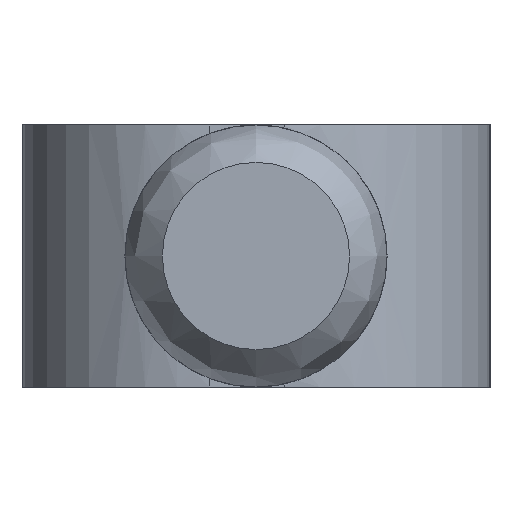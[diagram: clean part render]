
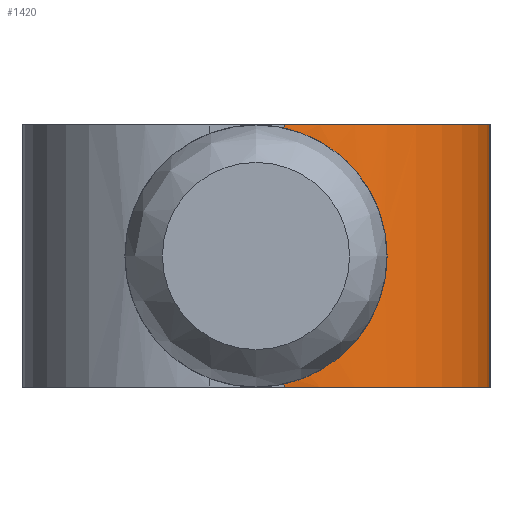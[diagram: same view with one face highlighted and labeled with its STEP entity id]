
A CAD part, left-side view. The second image highlights one B-rep face of the part: STEP entity #1420.
In plain terms, the highlighted cylindrical face has radius 11 mm (diameter 22 mm), a partial arc.
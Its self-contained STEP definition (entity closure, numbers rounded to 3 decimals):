
#151=LINE($,#2692,#272);
#154=LINE($,#2697,#275);
#159=LINE($,#2710,#280);
#272=VECTOR($,#1711,0.163);
#275=VECTOR($,#1716,0.163);
#280=VECTOR($,#1727,14.);
#290=B_SPLINE_CURVE_WITH_KNOTS($,3,(#1809,#1810,#1811,#1812,#1813,#1814,
#1815,#1816,#1817,#1818,#1819,#1820,#1821,#1822,#1823,#1824,#1825,#1826,
#1827),.UNSPECIFIED.,.F.,.F.,(4,2,2,2,3,2,2,2,4),(-0.925,-0.808,
-0.543,-0.271,0.,0.271,0.543,
0.808,0.925),.UNSPECIFIED.);
#482=FACE_OUTER_BOUND($,#565,.T.);
#565=EDGE_LOOP($,(#1259,#1260,#1261,#1262,#1263,#1264));
#590=CIRCLE($,#1484,11.);
#591=CIRCLE($,#1487,11.);
#599=VERTEX_POINT($,#1806);
#600=VERTEX_POINT($,#1808);
#721=VERTEX_POINT($,#2691);
#722=VERTEX_POINT($,#2695);
#725=VERTEX_POINT($,#2703);
#727=VERTEX_POINT($,#2708);
#737=EDGE_CURVE($,#600,#599,#290,.T.);
#917=EDGE_CURVE($,#600,#721,#151,.T.);
#920=EDGE_CURVE($,#722,#599,#154,.T.);
#924=EDGE_CURVE($,#722,#725,#590,.T.);
#926=EDGE_CURVE($,#725,#727,#159,.T.);
#928=EDGE_CURVE($,#727,#721,#591,.T.);
#1259=ORIENTED_EDGE($,*,*,#737,.T.);
#1260=ORIENTED_EDGE($,*,*,#920,.F.);
#1261=ORIENTED_EDGE($,*,*,#924,.T.);
#1262=ORIENTED_EDGE($,*,*,#926,.T.);
#1263=ORIENTED_EDGE($,*,*,#928,.T.);
#1264=ORIENTED_EDGE($,*,*,#917,.F.);
#1344=CYLINDRICAL_SURFACE($,#1486,11.);
#1420=ADVANCED_FACE($,(#482),#1344,.T.);
#1484=AXIS2_PLACEMENT_3D($,#2705,#1722,#1723);
#1486=AXIS2_PLACEMENT_3D($,#2712,#1729,#1730);
#1487=AXIS2_PLACEMENT_3D($,#2713,#1731,#1732);
#1711=DIRECTION($,(0.,0.,1.));
#1716=DIRECTION($,(0.,0.,1.));
#1722=DIRECTION('center_axis',(0.,0.,1.));
#1723=DIRECTION('ref_axis',(-1.,0.,0.));
#1727=DIRECTION($,(0.,0.,1.));
#1729=DIRECTION('center_axis',(0.,0.,1.));
#1730=DIRECTION('ref_axis',(-1.,0.,0.));
#1731=DIRECTION('center_axis',(0.,0.,-1.));
#1732=DIRECTION('ref_axis',(-1.,0.,0.));
#1806=CARTESIAN_POINT('',(-26.5,-1.5,-6.837));
#1808=CARTESIAN_POINT('',(-26.5,-1.5,6.837));
#1809=CARTESIAN_POINT('Ctrl Pts',(-26.5,-1.5,6.837));
#1810=CARTESIAN_POINT('Ctrl Pts',(-26.5,-1.897,6.75));
#1811=CARTESIAN_POINT('Ctrl Pts',(-26.478,-2.29,6.628));
#1812=CARTESIAN_POINT('Ctrl Pts',(-26.346,-3.524,6.119));
#1813=CARTESIAN_POINT('Ctrl Pts',(-26.157,-4.302,5.588));
#1814=CARTESIAN_POINT('Ctrl Pts',(-25.752,-5.542,4.366));
#1815=CARTESIAN_POINT('Ctrl Pts',(-25.507,-6.086,3.584));
#1816=CARTESIAN_POINT('Ctrl Pts',(-25.139,-6.815,1.854));
#1817=CARTESIAN_POINT('Ctrl Pts',(-25.026,-7.,0.905));
#1818=CARTESIAN_POINT('Ctrl Pts',(-25.026,-7.,0.));
#1819=CARTESIAN_POINT('Ctrl Pts',(-25.026,-7.,-0.905));
#1820=CARTESIAN_POINT('Ctrl Pts',(-25.139,-6.815,-1.854));
#1821=CARTESIAN_POINT('Ctrl Pts',(-25.507,-6.086,-3.584));
#1822=CARTESIAN_POINT('Ctrl Pts',(-25.752,-5.542,-4.366));
#1823=CARTESIAN_POINT('Ctrl Pts',(-26.157,-4.302,-5.588));
#1824=CARTESIAN_POINT('Ctrl Pts',(-26.346,-3.524,-6.119));
#1825=CARTESIAN_POINT('Ctrl Pts',(-26.478,-2.29,-6.628));
#1826=CARTESIAN_POINT('Ctrl Pts',(-26.5,-1.897,-6.75));
#1827=CARTESIAN_POINT('Ctrl Pts',(-26.5,-1.5,-6.837));
#2691=CARTESIAN_POINT('',(-26.5,-1.5,7.));
#2692=CARTESIAN_POINT($,(-26.5,-1.5,0.));
#2695=CARTESIAN_POINT('',(-26.5,-1.5,-7.));
#2697=CARTESIAN_POINT($,(-26.5,-1.5,0.));
#2703=CARTESIAN_POINT('',(-15.5,-12.5,-7.));
#2705=CARTESIAN_POINT('Origin',(-15.5,-1.5,-7.));
#2708=CARTESIAN_POINT('',(-15.5,-12.5,7.));
#2710=CARTESIAN_POINT($,(-15.5,-12.5,0.));
#2712=CARTESIAN_POINT('Origin',(-15.5,-1.5,0.));
#2713=CARTESIAN_POINT('Origin',(-15.5,-1.5,7.));
